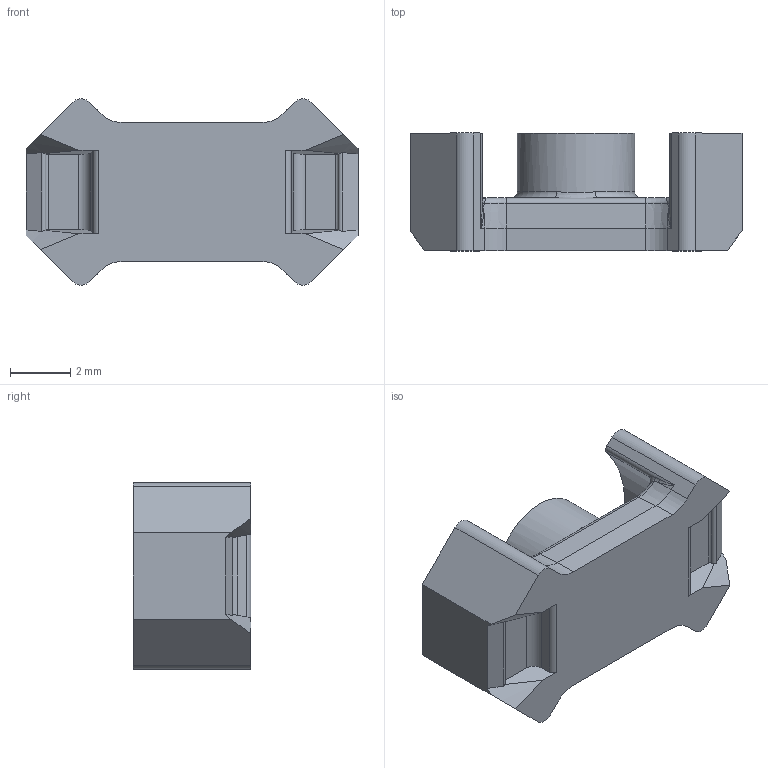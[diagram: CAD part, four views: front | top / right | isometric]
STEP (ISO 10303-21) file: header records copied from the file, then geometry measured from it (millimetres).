
FILE_DESCRIPTION((''),'2;1');
FILE_NAME('PRT0001','2018-04-13T',('ec7121'),(''),'PRO/ENGINEER BY PARAMETRIC TECHNOLOGY CORPORATION, 2014000','PRO/ENGINEER BY PARAMETRIC TECHNOLOGY CORPORATION, 2014000','');
FILE_SCHEMA(('CONFIG_CONTROL_DESIGN'));
Length unit declared in the file: millimetre
Products named in the file (1): PRT0001
Bounding box: 11 x 3.9 x 6.17 mm (x, y, z)
Volume: 146.3 mm3; surface area: 248.9 mm2
Topology: 1 solids, 1 shells, 94 faces, 256 edges, 164 vertices
Faces by surface type: plane 34, cylinder 26, bspline 22, torus 8, cone 4
Entity records: 4659 total; most frequent: CARTESIAN_POINT 2473, ORIENTED_EDGE 512, DIRECTION 362, EDGE_CURVE 256, VERTEX_POINT 164, AXIS2_PLACEMENT_3D 130, VECTOR 102, LINE 102
